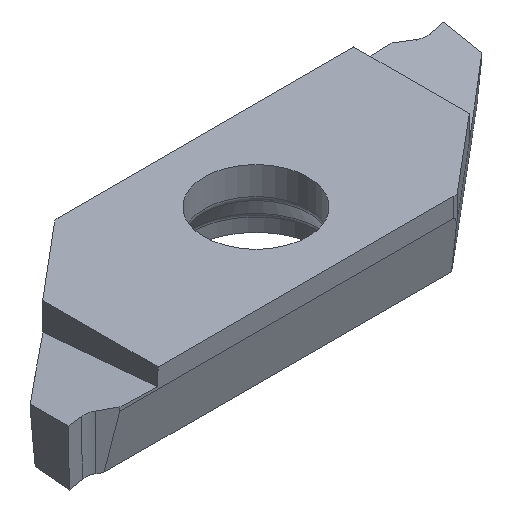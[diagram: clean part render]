
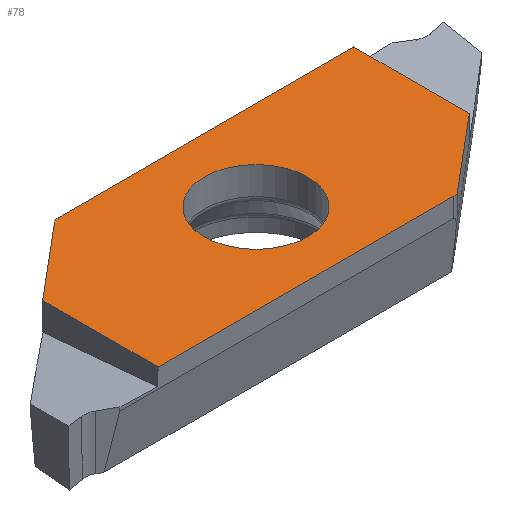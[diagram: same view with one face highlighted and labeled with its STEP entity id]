
A CAD part, isometric view. The second image highlights one B-rep face of the part: STEP entity #78.
In plain terms, the highlighted planar face has unit normal (0, 0, 1).
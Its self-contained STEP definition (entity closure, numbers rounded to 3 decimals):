
#78=ADVANCED_FACE('',(#263,#264),#111,.T.);
#111=PLANE('',#677);
#133=LINE('',#913,#197);
#134=LINE('',#916,#198);
#135=LINE('',#918,#199);
#136=LINE('',#922,#200);
#137=LINE('',#924,#201);
#138=LINE('',#926,#202);
#197=VECTOR('',#731,1.);
#198=VECTOR('',#732,1.);
#199=VECTOR('',#733,1.);
#200=VECTOR('',#736,1.);
#201=VECTOR('',#737,1.);
#202=VECTOR('',#738,1.);
#263=FACE_BOUND('',#277,.T.);
#264=FACE_BOUND('',#278,.T.);
#277=EDGE_LOOP('',(#317));
#278=EDGE_LOOP('',(#318,#319,#320,#321,#322,#323,#324,#325));
#317=ORIENTED_EDGE('',*,*,#543,.F.);
#318=ORIENTED_EDGE('',*,*,#544,.F.);
#319=ORIENTED_EDGE('',*,*,#545,.T.);
#320=ORIENTED_EDGE('',*,*,#546,.T.);
#321=ORIENTED_EDGE('',*,*,#547,.T.);
#322=ORIENTED_EDGE('',*,*,#548,.F.);
#323=ORIENTED_EDGE('',*,*,#549,.T.);
#324=ORIENTED_EDGE('',*,*,#550,.F.);
#325=ORIENTED_EDGE('',*,*,#551,.T.);
#485=VERTEX_POINT('',#912);
#486=VERTEX_POINT('',#914);
#487=VERTEX_POINT('',#915);
#488=VERTEX_POINT('',#917);
#489=VERTEX_POINT('',#919);
#490=VERTEX_POINT('',#921);
#491=VERTEX_POINT('',#923);
#492=VERTEX_POINT('',#925);
#493=VERTEX_POINT('',#927);
#543=EDGE_CURVE('',#485,#485,#627,.T.);
#544=EDGE_CURVE('',#486,#487,#133,.T.);
#545=EDGE_CURVE('',#486,#488,#134,.T.);
#546=EDGE_CURVE('',#488,#489,#135,.T.);
#547=EDGE_CURVE('',#489,#490,#628,.T.);
#548=EDGE_CURVE('',#491,#490,#136,.T.);
#549=EDGE_CURVE('',#491,#492,#137,.T.);
#550=EDGE_CURVE('',#493,#492,#138,.T.);
#551=EDGE_CURVE('',#493,#487,#629,.T.);
#627=CIRCLE('',#674,2.4);
#628=CIRCLE('',#675,0.4);
#629=CIRCLE('',#676,0.4);
#674=AXIS2_PLACEMENT_3D('',#911,#729,#730);
#675=AXIS2_PLACEMENT_3D('',#920,#734,#735);
#676=AXIS2_PLACEMENT_3D('',#928,#739,#740);
#677=AXIS2_PLACEMENT_3D('',#929,#741,#742);
#729=DIRECTION('',(0.,0.,1.));
#730=DIRECTION('',(0.,1.,0.));
#731=DIRECTION('',(0.766,0.643,0.));
#732=DIRECTION('',(0.,-1.,0.));
#733=DIRECTION('',(1.,0.,0.));
#734=DIRECTION('',(0.,0.,1.));
#735=DIRECTION('',(0.,1.,0.));
#736=DIRECTION('',(-0.766,-0.643,0.));
#737=DIRECTION('',(0.,1.,0.));
#738=DIRECTION('',(1.,0.,0.));
#739=DIRECTION('',(0.,0.,1.));
#740=DIRECTION('',(0.,1.,0.));
#741=DIRECTION('',(0.,0.,1.));
#742=DIRECTION('',(0.,1.,0.));
#911=CARTESIAN_POINT('',(0.,0.,3.33));
#912=CARTESIAN_POINT('',(0.,2.4,3.33));
#913=CARTESIAN_POINT('',(-9.763,0.293,3.33));
#914=CARTESIAN_POINT('',(-8.685,1.198,3.33));
#915=CARTESIAN_POINT('',(-5.278,4.056,3.33));
#916=CARTESIAN_POINT('',(-8.685,4.15,3.33));
#917=CARTESIAN_POINT('',(-8.685,-4.15,3.33));
#918=CARTESIAN_POINT('',(-13.,-4.15,3.33));
#919=CARTESIAN_POINT('',(5.021,-4.15,3.33));
#920=CARTESIAN_POINT('',(5.021,-3.75,3.33));
#921=CARTESIAN_POINT('',(5.278,-4.056,3.33));
#922=CARTESIAN_POINT('',(-1.407,-9.666,3.33));
#923=CARTESIAN_POINT('',(8.685,-1.198,3.33));
#924=CARTESIAN_POINT('',(8.685,4.15,3.33));
#925=CARTESIAN_POINT('',(8.685,4.15,3.33));
#926=CARTESIAN_POINT('',(-13.,4.15,3.33));
#927=CARTESIAN_POINT('',(-5.021,4.15,3.33));
#928=CARTESIAN_POINT('',(-5.021,3.75,3.33));
#929=CARTESIAN_POINT('',(-13.,4.15,3.33));
